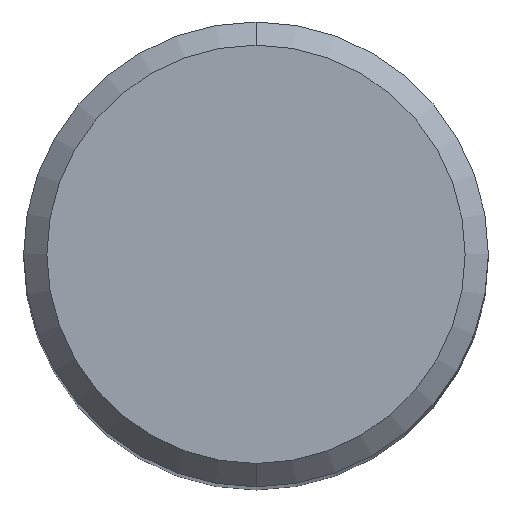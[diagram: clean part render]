
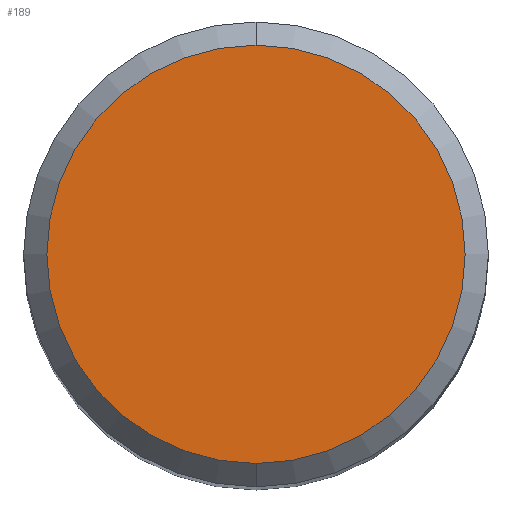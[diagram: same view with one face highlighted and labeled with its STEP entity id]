
A CAD part, top view. The second image highlights one B-rep face of the part: STEP entity #189.
In plain terms, the highlighted planar face has unit normal (0, 0, 1).
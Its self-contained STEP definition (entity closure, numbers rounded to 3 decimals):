
#189=ADVANCED_FACE('',(#497),#498,.T.);
#199=VERTEX_POINT('',#510);
#283=VERTEX_POINT('',#601);
#357=EDGE_CURVE('',#283,#199,#683,.T.);
#375=EDGE_CURVE('',#199,#283,#703,.T.);
#497=FACE_OUTER_BOUND('',#858,.T.);
#498=PLANE('',#859);
#510=CARTESIAN_POINT('',(0.0,4.5,0.0));
#601=CARTESIAN_POINT('',(0.,-4.5,0.0));
#683=CIRCLE('',#1242,4.5);
#703=CIRCLE('',#1292,4.5);
#858=EDGE_LOOP('',(#1491,#1492));
#859=AXIS2_PLACEMENT_3D('',#1493,#1494,#1495);
#1242=AXIS2_PLACEMENT_3D('',#1696,#1697,#1698);
#1292=AXIS2_PLACEMENT_3D('',#1723,#1724,#1725);
#1491=ORIENTED_EDGE('',*,*,#375,.F.);
#1492=ORIENTED_EDGE('',*,*,#357,.F.);
#1493=CARTESIAN_POINT('',(0.0,2.25,0.0));
#1494=DIRECTION('',(-0.0,0.0,1.0));
#1495=DIRECTION('',(0.0,-1.0,0.0));
#1696=CARTESIAN_POINT('',(0.0,0.0,0.0));
#1697=DIRECTION('',(0.0,0.0,-1.0));
#1698=DIRECTION('',(0.0,1.0,0.0));
#1723=CARTESIAN_POINT('',(0.0,0.0,0.0));
#1724=DIRECTION('',(0.0,0.0,-1.0));
#1725=DIRECTION('',(0.0,1.0,0.0));
